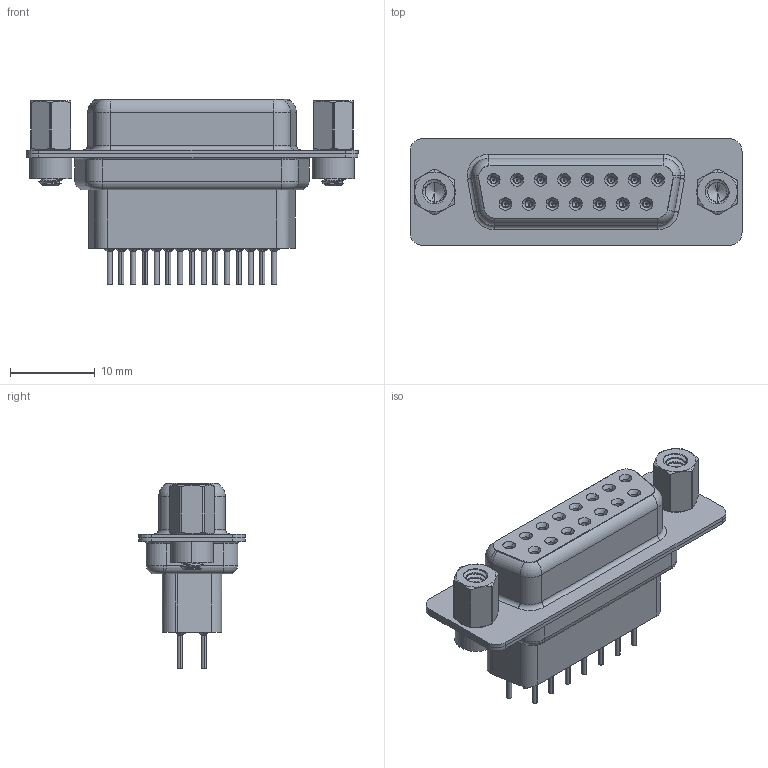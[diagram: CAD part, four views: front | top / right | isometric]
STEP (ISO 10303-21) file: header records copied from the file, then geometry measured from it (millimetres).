
FILE_DESCRIPTION (( 'STEP AP203' ), '1' );
FILE_NAME ('628-015-321-253.STEP', '2020-07-14T01:28:13', ( '' ), ( '' ), 'SwSTEP 2.0', 'SolidWorks 2020', '' );
FILE_SCHEMA (( 'CONFIG_CONTROL_DESIGN' ));
Length unit declared in the file: millimetre
Products named in the file (8): 628 Contact Row 1_21H; 628 4-40 Hex Standoff; 628 Shell Front_15 Contacts; 628 Contact Row 2_21H; 628 Housing_15 HP; 628 Shell Rear_15 Contacts; 628-015-321-253; 628 4-40 Threaded Rivet
Assembly tree (22 placements, depth 2):
  628-015-321-253
    628 Housing_15 HP
    628 Shell Front_15 Contacts
    628 Shell Rear_15 Contacts
    628 Contact Row 1_21H  x8
    628 Contact Row 2_21H  x7
    628 4-40 Threaded Rivet  x2
    628 4-40 Hex Standoff  x2
Bounding box: 39.15 x 12.6 x 21.9 mm (x, y, z)
Volume: 3480.2 mm3; surface area: 8117.7 mm2
Topology: 22 solids, 22 shells, 2246 faces, 5763 edges, 3602 vertices
Faces by surface type: cylinder 702, plane 554, torus 417, bspline 318, cone 255
Entity records: 28609 total; most frequent: CARTESIAN_POINT 10519, DIRECTION 3587, ORIENTED_EDGE 3530, EDGE_CURVE 1765, AXIS2_PLACEMENT_3D 1484, VERTEX_POINT 1113, EDGE_LOOP 822, CIRCLE 786
